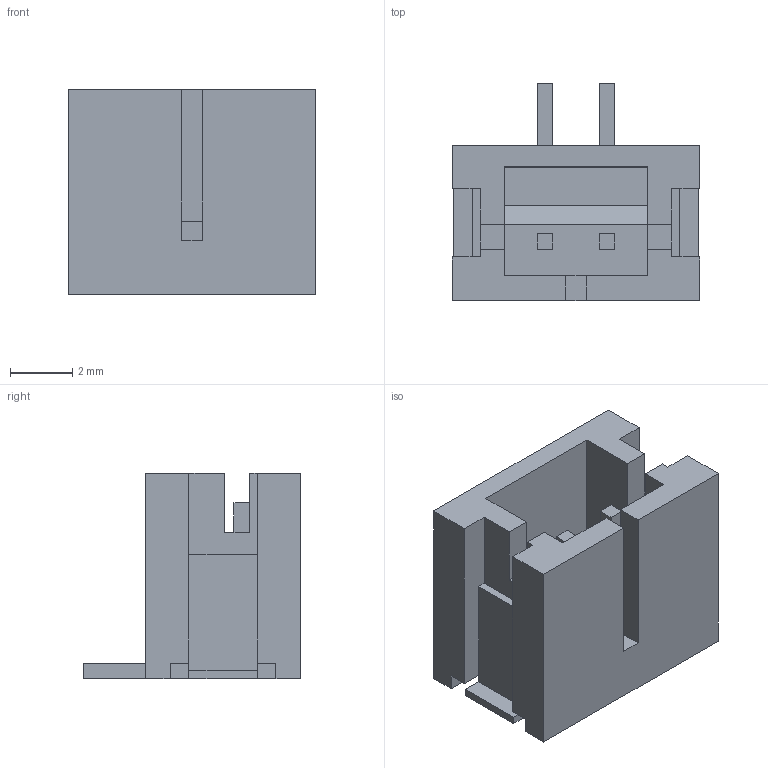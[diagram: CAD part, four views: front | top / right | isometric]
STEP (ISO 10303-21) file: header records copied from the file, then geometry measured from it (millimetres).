
FILE_DESCRIPTION( ( '' ), ' ' );
FILE_NAME( '585cbd57426d93104bc25a81.step', '2016-12-23T05:59:51', ( '' ), ( '' ), ' ', ' ', ' ' );
FILE_SCHEMA( ( 'AUTOMOTIVE_DESIGN { 1 0 10303 214 1 1 1 1 }' ) );
Length unit declared in the file: metre
Products named in the file (1): Open CASCADE STEP translator 6.8 1
Bounding box: 7.95 x 7 x 6.6 mm (x, y, z)
Volume: 163.5 mm3; surface area: 374.6 mm2
Topology: 1 solids, 1 shells, 76 faces, 210 edges, 138 vertices
Faces by surface type: plane 76
Entity records: 4040 total; most frequent: CARTESIAN_POINT 425, ORIENTED_EDGE 420, DIRECTION 364, STYLED_ITEM 286, PRESENTATION_STYLE_ASSIGNMENT 286, COLOUR_RGB 286, EDGE_CURVE 210, CURVE_STYLE 210
